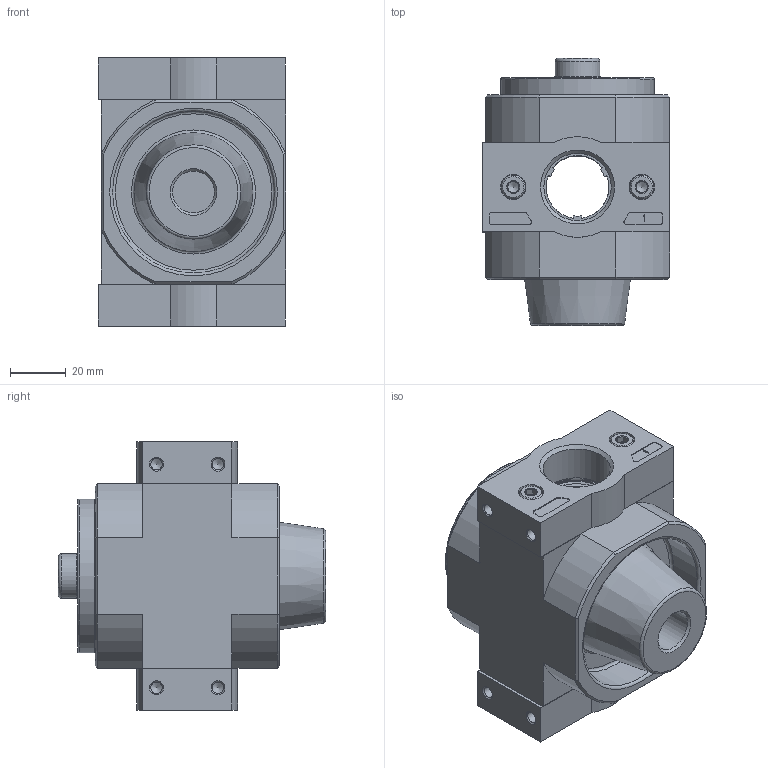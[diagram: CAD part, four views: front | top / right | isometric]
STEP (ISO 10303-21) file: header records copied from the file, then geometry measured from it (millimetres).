
FILE_DESCRIPTION(/* description */ ('STEP AP214'),/* implementation_level */ '2;1');
FILE_NAME(/* name */ '193259_HEP-3_4-D-MAXI',/* time_stamp */ '2024-08-29T04:20:35+02:00',/* author */ ('License CC BY-ND 4.0'),/* organization */ ('CADENAS'),/* preprocessor_version */ 'ST-DEVELOPER v19.3',/* originating_system */ 'PARTsolutions',/* authorisation */ ' ');
FILE_SCHEMA (('AUTOMOTIVE_DESIGN {1 0 10303 214 3 1 1}'));
Length unit declared in the file: millimetre
Products named in the file (6): 193259 HEP-3/4-D-MAXI; 397002 HEP-D-MAXI; 380309 PBL-3/4-D-MAXI-L---(1) p1; DIN-912 - M5x20(F); 373059 LF-D-MAXI; 380311 PBL-3/4-D-MAXI-R---(0) p1
Assembly tree (9 placements, depth 2):
  193259 HEP-3/4-D-MAXI
    397002 HEP-D-MAXI
    380309 PBL-3/4-D-MAXI-L---(1) p1
    DIN-912 - M5x20(F)  x4
    373059 LF-D-MAXI  x2
    380311 PBL-3/4-D-MAXI-R---(0) p1
Bounding box: 67.1 x 95.6 x 96 mm (x, y, z)
Volume: 301184.8 mm3; surface area: 63822.8 mm2
Topology: 9 solids, 9 shells, 532 faces, 1180 edges, 709 vertices
Faces by surface type: plane 298, cylinder 110, cone 107, torus 13, sphere 4
Full cylindrical faces by diameter (mm): 4.134 x8, 5 x4, 7 x4, 7.3 x2, 8 x4, 8.2 x4, 8.5 x4, 8.566 x1, 14.95 x1, 16 x1, 22.5 x1, 24.117 x2, 30 x2, 34 x2, 51.8 x1, 55 x1, 58 x1
Entity records: 13729 total; most frequent: DIRECTION 2076, CARTESIAN_POINT 2036, ORIENTED_EDGE 1766, EDGE_CURVE 883, AXIS2_PLACEMENT_3D 784, VERTEX_POINT 602, FACE_BOUND 593, EDGE_LOOP 586
